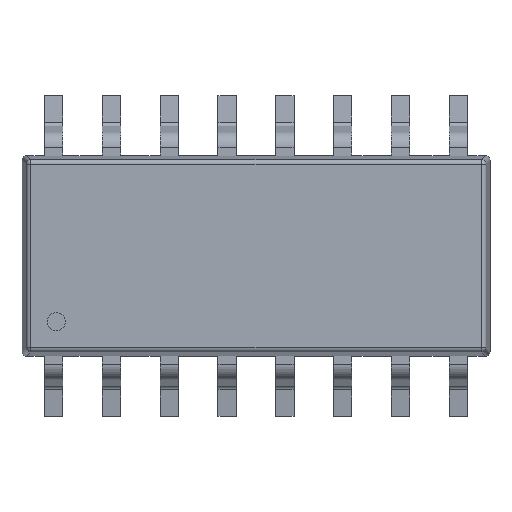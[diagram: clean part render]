
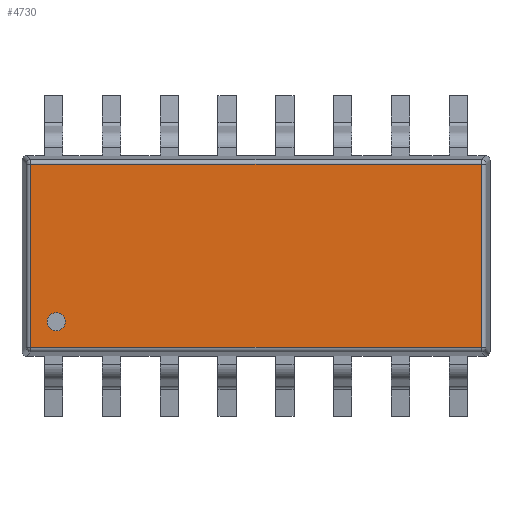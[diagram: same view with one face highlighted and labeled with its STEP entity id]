
A CAD part, top view. The second image highlights one B-rep face of the part: STEP entity #4730.
In plain terms, the highlighted planar face has unit normal (0, 0, 1).
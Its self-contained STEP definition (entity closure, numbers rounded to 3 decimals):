
#224=FACE_BOUND('',#662,.T.);
#230=PLANE('',#5016);
#417=FACE_OUTER_BOUND('',#661,.T.);
#661=EDGE_LOOP('',(#3398,#3399,#3400,#3401));
#662=EDGE_LOOP('',(#3402));
#928=LINE('',#6833,#1461);
#930=LINE('',#6841,#1463);
#932=LINE('',#6851,#1465);
#934=LINE('',#6860,#1467);
#1461=VECTOR('',#5472,10.);
#1463=VECTOR('',#5480,10.);
#1465=VECTOR('',#5492,10.);
#1467=VECTOR('',#5504,10.);
#1971=CIRCLE('',#5017,0.2);
#2151=VERTEX_POINT('',#6830);
#2152=VERTEX_POINT('',#6832);
#2155=VERTEX_POINT('',#6840);
#2158=VERTEX_POINT('',#6850);
#2197=VERTEX_POINT('',#6948);
#2613=EDGE_CURVE('',#2151,#2152,#928,.T.);
#2617=EDGE_CURVE('',#2152,#2155,#930,.T.);
#2622=EDGE_CURVE('',#2155,#2158,#932,.T.);
#2627=EDGE_CURVE('',#2158,#2151,#934,.T.);
#2672=EDGE_CURVE('',#2197,#2197,#1971,.T.);
#3398=ORIENTED_EDGE('',*,*,#2613,.F.);
#3399=ORIENTED_EDGE('',*,*,#2627,.F.);
#3400=ORIENTED_EDGE('',*,*,#2622,.F.);
#3401=ORIENTED_EDGE('',*,*,#2617,.F.);
#3402=ORIENTED_EDGE('',*,*,#2672,.T.);
#4730=ADVANCED_FACE('',(#417,#224),#230,.T.);
#5016=AXIS2_PLACEMENT_3D('',#6947,#5566,#5567);
#5017=AXIS2_PLACEMENT_3D('',#6949,#5568,#5569);
#5472=DIRECTION('',(-1.,0.,0.));
#5480=DIRECTION('',(0.,1.,0.));
#5492=DIRECTION('',(1.,0.,0.));
#5504=DIRECTION('',(0.,-1.,0.));
#5566=DIRECTION('center_axis',(0.,0.,1.));
#5567=DIRECTION('ref_axis',(1.,0.,0.));
#5568=DIRECTION('center_axis',(0.,0.,-1.));
#5569=DIRECTION('ref_axis',(-1.,0.,0.));
#6830=CARTESIAN_POINT('',(4.952,-2.012,2.32));
#6832=CARTESIAN_POINT('',(-4.952,-2.012,2.32));
#6833=CARTESIAN_POINT('',(2.57,-2.012,2.32));
#6840=CARTESIAN_POINT('',(-4.952,2.012,2.32));
#6841=CARTESIAN_POINT('',(-4.952,-1.1,2.32));
#6850=CARTESIAN_POINT('',(4.952,2.012,2.32));
#6851=CARTESIAN_POINT('',(-2.57,2.012,2.32));
#6860=CARTESIAN_POINT('',(4.952,1.1,2.32));
#6947=CARTESIAN_POINT('Origin',(0.,0.,2.32));
#6948=CARTESIAN_POINT('',(-4.19,-1.45,2.32));
#6949=CARTESIAN_POINT('Origin',(-4.39,-1.45,2.32));
